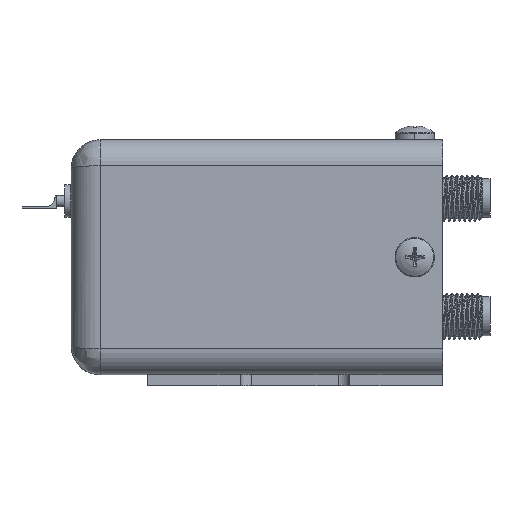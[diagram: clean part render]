
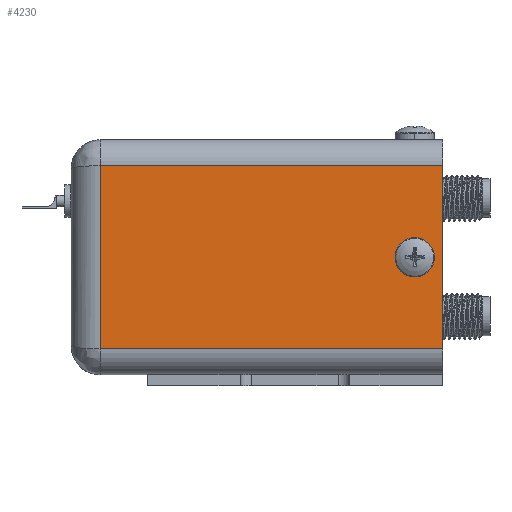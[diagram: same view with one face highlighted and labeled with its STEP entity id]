
A CAD part, left-side view. The second image highlights one B-rep face of the part: STEP entity #4230.
In plain terms, the highlighted planar face has unit normal (-1, 0, 0).
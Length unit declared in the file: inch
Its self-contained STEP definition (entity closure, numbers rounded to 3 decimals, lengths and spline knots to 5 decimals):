
#523 = DIRECTION ( 'NONE',  ( 0., -1., 0. ) ) ;
#729 = CARTESIAN_POINT ( 'NONE',  ( -0.633, 0., -0.493 ) ) ;
#762 = ORIENTED_EDGE ( 'NONE', *, *, #8539, .T. ) ;
#828 = CARTESIAN_POINT ( 'NONE',  ( -0.633, 0., 0.493 ) ) ;
#871 = LINE ( 'NONE', #23864, #17156 ) ;
#1265 = DIRECTION ( 'NONE',  ( 1., 0., 0. ) ) ;
#1981 = EDGE_CURVE ( 'NONE', #19984, #11913, #22756, .T. ) ;
#2522 = DIRECTION ( 'NONE',  ( 1., 0., 0. ) ) ;
#2901 = LINE ( 'NONE', #9771, #18929 ) ;
#3328 = AXIS2_PLACEMENT_3D ( 'NONE', #23126, #2522, #21186 ) ;
#4041 = CARTESIAN_POINT ( 'NONE',  ( -0.633, 0.15, 0.075 ) ) ;
#4230 = ADVANCED_FACE ( 'NONE', ( #8287, #19340 ), #28578, .F. ) ;
#4561 = CARTESIAN_POINT ( 'NONE',  ( -0.633, 0.15, -0.075 ) ) ;
#4621 = EDGE_LOOP ( 'NONE', ( #22975, #27689 ) ) ;
#5005 = DIRECTION ( 'NONE',  ( 0., 1., 0. ) ) ;
#5079 = VERTEX_POINT ( 'NONE', #828 ) ;
#5898 = DIRECTION ( 'NONE',  ( 0., 0., -1. ) ) ;
#6378 = CIRCLE ( 'NONE', #8776, 0.075 ) ;
#7610 = VECTOR ( 'NONE', #5005, 39.37008 ) ;
#7640 = DIRECTION ( 'NONE',  ( 1., 0., 0. ) ) ;
#7987 = VERTEX_POINT ( 'NONE', #4561 ) ;
#8287 = FACE_BOUND ( 'NONE', #4621, .T. ) ;
#8539 = EDGE_CURVE ( 'NONE', #5079, #25411, #16969, .T. ) ;
#8647 = ORIENTED_EDGE ( 'NONE', *, *, #24868, .T. ) ;
#8776 = AXIS2_PLACEMENT_3D ( 'NONE', #20787, #7640, #16910 ) ;
#9771 = CARTESIAN_POINT ( 'NONE',  ( -0.633, 1.844, -0.493 ) ) ;
#9916 = DIRECTION ( 'NONE',  ( 0., 0., -1. ) ) ;
#11913 = VERTEX_POINT ( 'NONE', #729 ) ;
#12846 = EDGE_CURVE ( 'NONE', #28137, #7987, #6378, .T. ) ;
#13150 = ORIENTED_EDGE ( 'NONE', *, *, #27741, .T. ) ;
#15391 = ORIENTED_EDGE ( 'NONE', *, *, #1981, .T. ) ;
#16095 = CARTESIAN_POINT ( 'NONE',  ( -0.633, 1.844, 0.493 ) ) ;
#16366 = CARTESIAN_POINT ( 'NONE',  ( -0.633, 2., -0.493 ) ) ;
#16910 = DIRECTION ( 'NONE',  ( 0., 0., -1. ) ) ;
#16969 = LINE ( 'NONE', #19198, #7610 ) ;
#17156 = VECTOR ( 'NONE', #21609, 39.37008 ) ;
#17402 = CARTESIAN_POINT ( 'NONE',  ( -0.633, 2., -0.633 ) ) ;
#18929 = VECTOR ( 'NONE', #9916, 39.37008 ) ;
#19198 = CARTESIAN_POINT ( 'NONE',  ( -0.633, 2., 0.493 ) ) ;
#19340 = FACE_OUTER_BOUND ( 'NONE', #23729, .T. ) ;
#19984 = VERTEX_POINT ( 'NONE', #25295 ) ;
#20485 = CIRCLE ( 'NONE', #3328, 0.075 ) ;
#20787 = CARTESIAN_POINT ( 'NONE',  ( -0.633, 0.15, 0. ) ) ;
#21186 = DIRECTION ( 'NONE',  ( 0., 0., -1. ) ) ;
#21609 = DIRECTION ( 'NONE',  ( 0., 0., 1. ) ) ;
#22196 = VECTOR ( 'NONE', #523, 39.37008 ) ;
#22756 = LINE ( 'NONE', #16366, #22196 ) ;
#22975 = ORIENTED_EDGE ( 'NONE', *, *, #28745, .T. ) ;
#23126 = CARTESIAN_POINT ( 'NONE',  ( -0.633, 0.15, 0. ) ) ;
#23729 = EDGE_LOOP ( 'NONE', ( #762, #8647, #15391, #13150 ) ) ;
#23864 = CARTESIAN_POINT ( 'NONE',  ( -0.633, 0., -0.633 ) ) ;
#24868 = EDGE_CURVE ( 'NONE', #25411, #19984, #2901, .T. ) ;
#25295 = CARTESIAN_POINT ( 'NONE',  ( -0.633, 1.844, -0.493 ) ) ;
#25411 = VERTEX_POINT ( 'NONE', #16095 ) ;
#27039 = AXIS2_PLACEMENT_3D ( 'NONE', #17402, #1265, #5898 ) ;
#27689 = ORIENTED_EDGE ( 'NONE', *, *, #12846, .T. ) ;
#27741 = EDGE_CURVE ( 'NONE', #11913, #5079, #871, .T. ) ;
#28137 = VERTEX_POINT ( 'NONE', #4041 ) ;
#28578 = PLANE ( 'NONE',  #27039 ) ;
#28745 = EDGE_CURVE ( 'NONE', #7987, #28137, #20485, .T. ) ;
